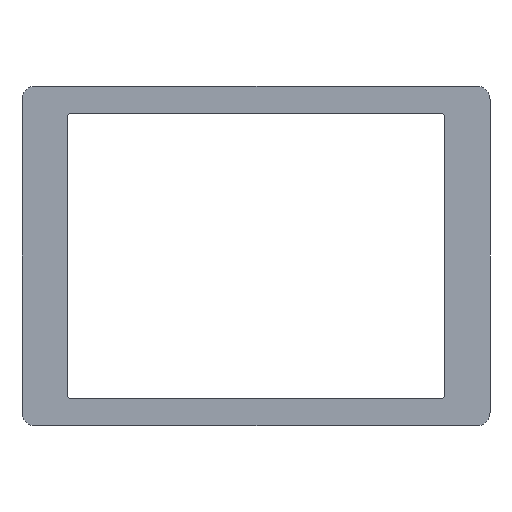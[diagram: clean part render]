
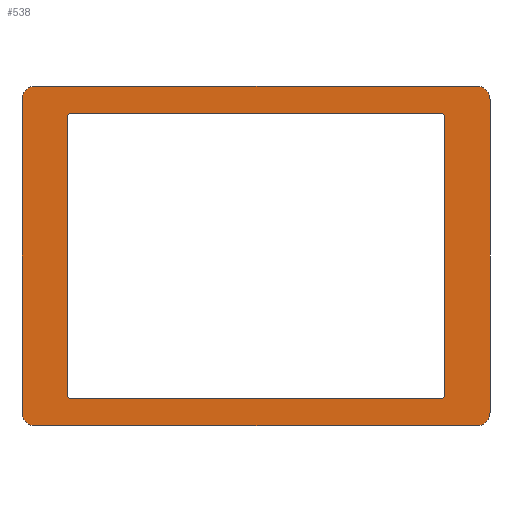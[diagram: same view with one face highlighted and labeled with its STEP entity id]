
A CAD part, front view. The second image highlights one B-rep face of the part: STEP entity #538.
In plain terms, the highlighted planar face has unit normal (0, -1, 0).
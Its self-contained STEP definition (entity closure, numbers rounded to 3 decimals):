
#3 = VECTOR ( 'NONE', #592, 1000. ) ;
#4 = LINE ( 'NONE', #483, #415 ) ;
#9 = LINE ( 'NONE', #116, #406 ) ;
#11 = CARTESIAN_POINT ( 'NONE',  ( 20.9, 2.4, -17.3 ) ) ;
#16 = VERTEX_POINT ( 'NONE', #278 ) ;
#19 = VERTEX_POINT ( 'NONE', #89 ) ;
#20 = DIRECTION ( 'NONE',  ( 0., 0., 1. ) ) ;
#24 = AXIS2_PLACEMENT_3D ( 'NONE', #59, #66, #112 ) ;
#37 = AXIS2_PLACEMENT_3D ( 'NONE', #285, #291, #537 ) ;
#43 = ORIENTED_EDGE ( 'NONE', *, *, #231, .F. ) ;
#44 = VERTEX_POINT ( 'NONE', #152 ) ;
#46 = LINE ( 'NONE', #193, #497 ) ;
#49 = CARTESIAN_POINT ( 'NONE',  ( 20.45, 2.4, 15.35 ) ) ;
#50 = CIRCLE ( 'NONE', #571, 0.45 ) ;
#51 = VERTEX_POINT ( 'NONE', #616 ) ;
#59 = CARTESIAN_POINT ( 'NONE',  ( -24.4, 2.4, -17.3 ) ) ;
#61 = CARTESIAN_POINT ( 'NONE',  ( 20.45, 2.4, -15.35 ) ) ;
#64 = DIRECTION ( 'NONE',  ( 1., 0., 0. ) ) ;
#66 = DIRECTION ( 'NONE',  ( 0., 1., 0. ) ) ;
#76 = EDGE_CURVE ( 'NONE', #566, #135, #9, .T. ) ;
#85 = ORIENTED_EDGE ( 'NONE', *, *, #160, .F. ) ;
#86 = ORIENTED_EDGE ( 'NONE', *, *, #567, .T. ) ;
#87 = CARTESIAN_POINT ( 'NONE',  ( -24.4, 2.4, -17.3 ) ) ;
#89 = CARTESIAN_POINT ( 'NONE',  ( 24.4, 2.4, -18.8 ) ) ;
#98 = VERTEX_POINT ( 'NONE', #287 ) ;
#101 = DIRECTION ( 'NONE',  ( 0., 0., 1. ) ) ;
#108 = DIRECTION ( 'NONE',  ( -1., 0., 0. ) ) ;
#112 = DIRECTION ( 'NONE',  ( 0., 0., 1. ) ) ;
#115 = EDGE_CURVE ( 'NONE', #44, #98, #512, .T. ) ;
#116 = CARTESIAN_POINT ( 'NONE',  ( -20.9, 2.4, -17.3 ) ) ;
#123 = CARTESIAN_POINT ( 'NONE',  ( 20.9, 2.4, 15.35 ) ) ;
#125 = EDGE_CURVE ( 'NONE', #397, #611, #50, .T. ) ;
#133 = CARTESIAN_POINT ( 'NONE',  ( -20.45, 2.4, 15.35 ) ) ;
#135 = VERTEX_POINT ( 'NONE', #434 ) ;
#137 = DIRECTION ( 'NONE',  ( 0., 1., 0. ) ) ;
#147 = VERTEX_POINT ( 'NONE', #536 ) ;
#152 = CARTESIAN_POINT ( 'NONE',  ( 24.4, 2.4, 18.8 ) ) ;
#153 = LINE ( 'NONE', #535, #338 ) ;
#154 = CIRCLE ( 'NONE', #211, 1.5 ) ;
#160 = EDGE_CURVE ( 'NONE', #19, #258, #259, .T. ) ;
#161 = LINE ( 'NONE', #11, #301 ) ;
#162 = CIRCLE ( 'NONE', #219, 0.45 ) ;
#164 = DIRECTION ( 'NONE',  ( 0., 1., 0. ) ) ;
#169 = ORIENTED_EDGE ( 'NONE', *, *, #472, .T. ) ;
#175 = ORIENTED_EDGE ( 'NONE', *, *, #76, .T. ) ;
#181 = EDGE_LOOP ( 'NONE', ( #323, #85, #302, #417, #351, #460, #43, #454 ) ) ;
#182 = CIRCLE ( 'NONE', #428, 1.5 ) ;
#193 = CARTESIAN_POINT ( 'NONE',  ( -25.9, 2.4, -17.3 ) ) ;
#195 = DIRECTION ( 'NONE',  ( 0., 1., 0. ) ) ;
#199 = FACE_OUTER_BOUND ( 'NONE', #181, .T. ) ;
#202 = LINE ( 'NONE', #530, #608 ) ;
#205 = DIRECTION ( 'NONE',  ( 0., 0., -1. ) ) ;
#211 = AXIS2_PLACEMENT_3D ( 'NONE', #87, #277, #469 ) ;
#214 = ORIENTED_EDGE ( 'NONE', *, *, #562, .T. ) ;
#219 = AXIS2_PLACEMENT_3D ( 'NONE', #133, #367, #412 ) ;
#223 = CARTESIAN_POINT ( 'NONE',  ( -24.4, 2.4, -18.8 ) ) ;
#231 = EDGE_CURVE ( 'NONE', #329, #51, #182, .T. ) ;
#232 = AXIS2_PLACEMENT_3D ( 'NONE', #49, #195, #347 ) ;
#238 = VERTEX_POINT ( 'NONE', #123 ) ;
#247 = ORIENTED_EDGE ( 'NONE', *, *, #520, .T. ) ;
#250 = LINE ( 'NONE', #482, #533 ) ;
#253 = DIRECTION ( 'NONE',  ( 0., 1., 0. ) ) ;
#255 = DIRECTION ( 'NONE',  ( 0., 0., 1. ) ) ;
#256 = CARTESIAN_POINT ( 'NONE',  ( -24.4, 2.4, 17.3 ) ) ;
#258 = VERTEX_POINT ( 'NONE', #223 ) ;
#259 = LINE ( 'NONE', #352, #3 ) ;
#270 = ORIENTED_EDGE ( 'NONE', *, *, #584, .T. ) ;
#277 = DIRECTION ( 'NONE',  ( 0., 1., 0. ) ) ;
#278 = CARTESIAN_POINT ( 'NONE',  ( 20.45, 2.4, 15.8 ) ) ;
#285 = CARTESIAN_POINT ( 'NONE',  ( -20.45, 2.4, -15.35 ) ) ;
#287 = CARTESIAN_POINT ( 'NONE',  ( 25.9, 2.4, 17.3 ) ) ;
#289 = CARTESIAN_POINT ( 'NONE',  ( -20.9, 2.4, -15.35 ) ) ;
#291 = DIRECTION ( 'NONE',  ( 0., 1., 0. ) ) ;
#292 = CIRCLE ( 'NONE', #232, 0.45 ) ;
#293 = DIRECTION ( 'NONE',  ( 0., 0., 1. ) ) ;
#301 = VECTOR ( 'NONE', #205, 1000. ) ;
#302 = ORIENTED_EDGE ( 'NONE', *, *, #401, .F. ) ;
#305 = CARTESIAN_POINT ( 'NONE',  ( 20.45, 2.4, -15.8 ) ) ;
#309 = DIRECTION ( 'NONE',  ( 0., 1., 0. ) ) ;
#316 = CARTESIAN_POINT ( 'NONE',  ( 24.4, 2.4, -17.3 ) ) ;
#323 = ORIENTED_EDGE ( 'NONE', *, *, #426, .F. ) ;
#324 = CARTESIAN_POINT ( 'NONE',  ( 25.9, 2.4, -17.3 ) ) ;
#329 = VERTEX_POINT ( 'NONE', #357 ) ;
#338 = VECTOR ( 'NONE', #437, 1000. ) ;
#347 = DIRECTION ( 'NONE',  ( 0., 0., 1. ) ) ;
#351 = ORIENTED_EDGE ( 'NONE', *, *, #115, .F. ) ;
#352 = CARTESIAN_POINT ( 'NONE',  ( 24.4, 2.4, -18.8 ) ) ;
#353 = ORIENTED_EDGE ( 'NONE', *, *, #376, .T. ) ;
#357 = CARTESIAN_POINT ( 'NONE',  ( -25.9, 2.4, 17.3 ) ) ;
#366 = VERTEX_POINT ( 'NONE', #324 ) ;
#367 = DIRECTION ( 'NONE',  ( 0., 1., 0. ) ) ;
#369 = VERTEX_POINT ( 'NONE', #565 ) ;
#376 = EDGE_CURVE ( 'NONE', #135, #147, #162, .T. ) ;
#383 = DIRECTION ( 'NONE',  ( 0., 0., -1. ) ) ;
#393 = DIRECTION ( 'NONE',  ( 0., 0., 1. ) ) ;
#394 = CIRCLE ( 'NONE', #478, 1.5 ) ;
#397 = VERTEX_POINT ( 'NONE', #557 ) ;
#401 = EDGE_CURVE ( 'NONE', #366, #19, #394, .T. ) ;
#406 = VECTOR ( 'NONE', #393, 1000. ) ;
#412 = DIRECTION ( 'NONE',  ( 0., 0., 1. ) ) ;
#415 = VECTOR ( 'NONE', #64, 1000. ) ;
#417 = ORIENTED_EDGE ( 'NONE', *, *, #474, .F. ) ;
#420 = EDGE_LOOP ( 'NONE', ( #214, #86, #175, #353, #270, #169, #247, #570 ) ) ;
#426 = EDGE_CURVE ( 'NONE', #258, #594, #154, .T. ) ;
#428 = AXIS2_PLACEMENT_3D ( 'NONE', #256, #309, #20 ) ;
#434 = CARTESIAN_POINT ( 'NONE',  ( -20.9, 2.4, 15.35 ) ) ;
#437 = DIRECTION ( 'NONE',  ( 1., 0., 0. ) ) ;
#454 = ORIENTED_EDGE ( 'NONE', *, *, #456, .F. ) ;
#456 = EDGE_CURVE ( 'NONE', #594, #329, #46, .T. ) ;
#460 = ORIENTED_EDGE ( 'NONE', *, *, #531, .F. ) ;
#469 = DIRECTION ( 'NONE',  ( 0., 0., 1. ) ) ;
#472 = EDGE_CURVE ( 'NONE', #16, #238, #292, .T. ) ;
#474 = EDGE_CURVE ( 'NONE', #98, #366, #250, .T. ) ;
#478 = AXIS2_PLACEMENT_3D ( 'NONE', #316, #137, #607 ) ;
#482 = CARTESIAN_POINT ( 'NONE',  ( 25.9, 2.4, 17.3 ) ) ;
#483 = CARTESIAN_POINT ( 'NONE',  ( -24.4, 2.4, 15.8 ) ) ;
#492 = FACE_BOUND ( 'NONE', #420, .T. ) ;
#497 = VECTOR ( 'NONE', #101, 1000. ) ;
#506 = CARTESIAN_POINT ( 'NONE',  ( -25.9, 2.4, -17.3 ) ) ;
#509 = CIRCLE ( 'NONE', #37, 0.45 ) ;
#512 = CIRCLE ( 'NONE', #588, 1.5 ) ;
#520 = EDGE_CURVE ( 'NONE', #238, #397, #161, .T. ) ;
#530 = CARTESIAN_POINT ( 'NONE',  ( -24.4, 2.4, -15.8 ) ) ;
#531 = EDGE_CURVE ( 'NONE', #51, #44, #153, .T. ) ;
#533 = VECTOR ( 'NONE', #383, 1000. ) ;
#535 = CARTESIAN_POINT ( 'NONE',  ( -24.4, 2.4, 18.8 ) ) ;
#536 = CARTESIAN_POINT ( 'NONE',  ( -20.45, 2.4, 15.8 ) ) ;
#537 = DIRECTION ( 'NONE',  ( 0., 0., 1. ) ) ;
#538 = ADVANCED_FACE ( 'NONE', ( #492, #199 ), #583, .F. ) ;
#540 = CARTESIAN_POINT ( 'NONE',  ( 24.4, 2.4, 17.3 ) ) ;
#557 = CARTESIAN_POINT ( 'NONE',  ( 20.9, 2.4, -15.35 ) ) ;
#562 = EDGE_CURVE ( 'NONE', #611, #369, #202, .T. ) ;
#565 = CARTESIAN_POINT ( 'NONE',  ( -20.45, 2.4, -15.8 ) ) ;
#566 = VERTEX_POINT ( 'NONE', #289 ) ;
#567 = EDGE_CURVE ( 'NONE', #369, #566, #509, .T. ) ;
#570 = ORIENTED_EDGE ( 'NONE', *, *, #125, .T. ) ;
#571 = AXIS2_PLACEMENT_3D ( 'NONE', #61, #253, #293 ) ;
#583 = PLANE ( 'NONE',  #24 ) ;
#584 = EDGE_CURVE ( 'NONE', #147, #16, #4, .T. ) ;
#588 = AXIS2_PLACEMENT_3D ( 'NONE', #540, #164, #255 ) ;
#592 = DIRECTION ( 'NONE',  ( -1., 0., 0. ) ) ;
#594 = VERTEX_POINT ( 'NONE', #506 ) ;
#607 = DIRECTION ( 'NONE',  ( 0., 0., 1. ) ) ;
#608 = VECTOR ( 'NONE', #108, 1000. ) ;
#611 = VERTEX_POINT ( 'NONE', #305 ) ;
#616 = CARTESIAN_POINT ( 'NONE',  ( -24.4, 2.4, 18.8 ) ) ;
